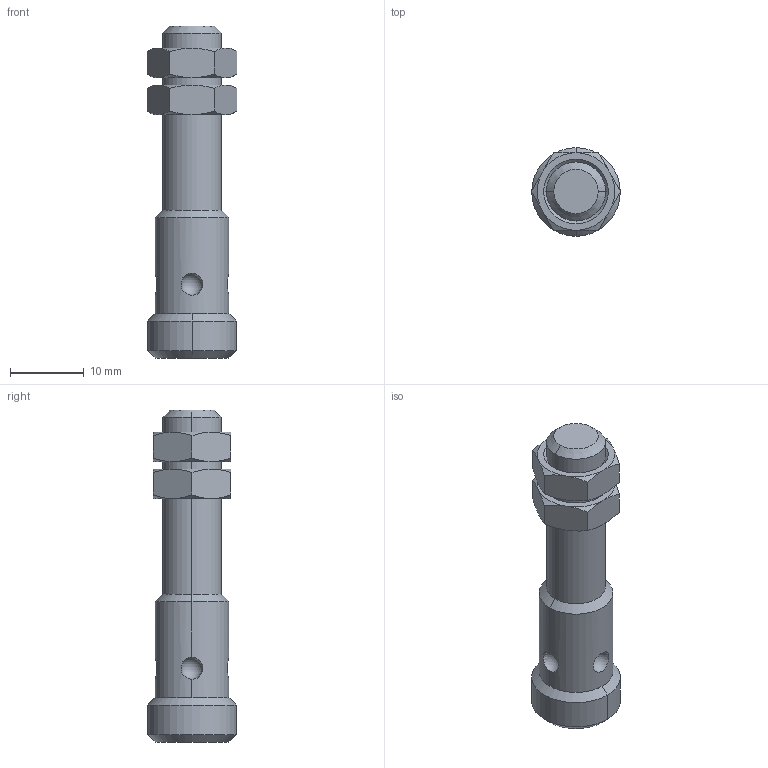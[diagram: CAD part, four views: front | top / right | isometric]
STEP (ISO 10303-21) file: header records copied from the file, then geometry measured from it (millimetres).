
FILE_DESCRIPTION((''),'2;1');
FILE_NAME('CAD-1523A_ASM','2022-11-22T14:03:15',('creinig-se'),(''),'CREO PARAMETRIC BY PTC INC, 2019292','CREO PARAMETRIC BY PTC INC, 2019292','');
FILE_SCHEMA(('CONFIG_CONTROL_DESIGN','SHAPE_APPEARANCE_LAYERS_GROUPS'));
Length unit declared in the file: millimetre
Products named in the file (3): CAD-1523A; CAD-1523A_SECHSKANTM; CAD-1523A_ASM
Assembly tree (3 placements, depth 2):
  CAD-1523A_ASM
    CAD-1523A
    CAD-1523A_SECHSKANTM  x2
Bounding box: 12.14 x 12 x 45 mm (x, y, z)
Volume: 3294.9 mm3; surface area: 2093.8 mm2
Topology: 3 solids, 3 shells, 73 faces, 194 edges, 122 vertices
Faces by surface type: cone 40, plane 19, cylinder 10, sphere 4
Entity records: 2160 total; most frequent: CARTESIAN_POINT 501, DIRECTION 238, ORIENTED_EDGE 236, PRESENTATION_STYLE_ASSIGNMENT 120, STYLED_ITEM 120, CURVE_STYLE 118, EDGE_CURVE 118, AXIS2_PLACEMENT_3D 99
